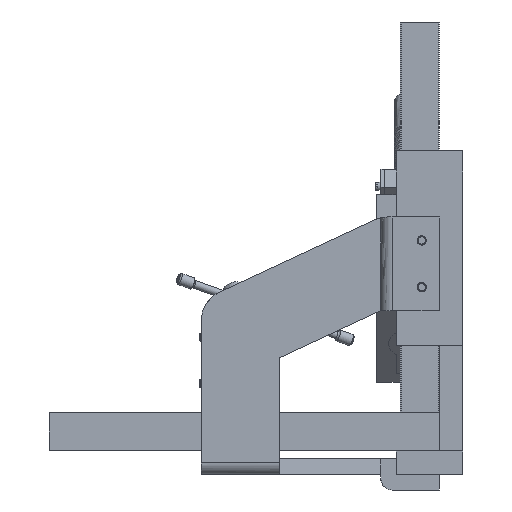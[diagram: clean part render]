
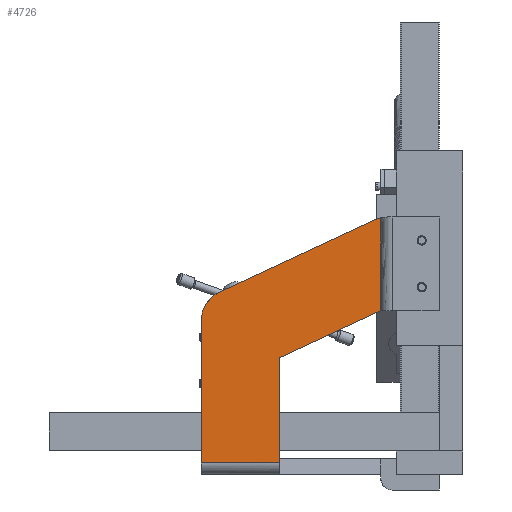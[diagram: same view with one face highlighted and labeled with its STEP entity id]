
A CAD part, left-side view. The second image highlights one B-rep face of the part: STEP entity #4726.
In plain terms, the highlighted free-form (B-spline) face has degree [1, 1] with [2, 2] control points.
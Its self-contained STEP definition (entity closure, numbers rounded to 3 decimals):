
#3446 = VERTEX_POINT('',#3447);
#3447 = CARTESIAN_POINT('',(-70.21,190.072,
    -37.047));
#3453 = EDGE_CURVE('',#3446,#3454,#3456,.T.);
#3454 = VERTEX_POINT('',#3455);
#3455 = CARTESIAN_POINT('',(-70.21,282.689,
    -37.047));
#3456 = B_SPLINE_CURVE_WITH_KNOTS('',1,(#3457,#3458),.UNSPECIFIED.,.F.,
  .F.,(2,2),(130.,230.),.PIECEWISE_BEZIER_KNOTS.);
#3457 = CARTESIAN_POINT('',(-70.21,190.072,
    -37.047));
#3458 = CARTESIAN_POINT('',(-70.21,282.689,
    -37.047));
#3541 = VERTEX_POINT('',#3542);
#3542 = CARTESIAN_POINT('',(-70.21,190.072,
    87.412));
#3547 = EDGE_CURVE('',#3446,#3541,#3548,.T.);
#3548 = B_SPLINE_CURVE_WITH_KNOTS('',1,(#3549,#3550),.UNSPECIFIED.,.F.,
  .F.,(2,2),(-165.,-30.62),.PIECEWISE_BEZIER_KNOTS.);
#3549 = CARTESIAN_POINT('',(-70.21,190.072,
    -37.047));
#3550 = CARTESIAN_POINT('',(-70.21,190.072,
    87.412));
#4257 = VERTEX_POINT('',#4258);
#4258 = CARTESIAN_POINT('',(-70.21,69.67,
    143.556));
#4313 = VERTEX_POINT('',#4314);
#4314 = CARTESIAN_POINT('',(-70.21,69.67,
    253.775));
#4319 = EDGE_CURVE('',#4313,#4257,#4320,.T.);
#4320 = B_SPLINE_CURVE_WITH_KNOTS('',1,(#4321,#4322),.UNSPECIFIED.,.F.,
  .F.,(2,2),(0.995,120.),.PIECEWISE_BEZIER_KNOTS.);
#4321 = CARTESIAN_POINT('',(-70.21,69.67,
    253.775));
#4322 = CARTESIAN_POINT('',(-70.21,69.67,
    143.556));
#4350 = VERTEX_POINT('',#4351);
#4351 = CARTESIAN_POINT('',(-70.21,77.114,
    251.226));
#4356 = EDGE_CURVE('',#4313,#4350,#4357,.T.);
#4357 = ( BOUNDED_CURVE() B_SPLINE_CURVE(2,(#4358,#4359,#4360),
.UNSPECIFIED.,.F.,.F.) B_SPLINE_CURVE_WITH_KNOTS((3,3),(3.365,
3.578),.PIECEWISE_BEZIER_KNOTS.) CURVE() 
GEOMETRIC_REPRESENTATION_ITEM() RATIONAL_B_SPLINE_CURVE((1.,
0.994,1.)) REPRESENTATION_ITEM('') );
#4358 = CARTESIAN_POINT('',(-70.21,69.67,
    253.775));
#4359 = CARTESIAN_POINT('',(-70.21,73.528,
    252.898));
#4360 = CARTESIAN_POINT('',(-70.21,77.114,
    251.226));
#4499 = EDGE_CURVE('',#3541,#4257,#4500,.T.);
#4500 = B_SPLINE_CURVE_WITH_KNOTS('',1,(#4501,#4502),.UNSPECIFIED.,.F.,
  .F.,(2,2),(-97.077,46.362),.PIECEWISE_BEZIER_KNOTS.);
#4501 = CARTESIAN_POINT('',(-70.21,190.072,
    87.412));
#4502 = CARTESIAN_POINT('',(-70.21,69.67,
    143.556));
#4513 = EDGE_CURVE('',#4350,#4514,#4516,.T.);
#4514 = VERTEX_POINT('',#4515);
#4515 = CARTESIAN_POINT('',(-70.21,261.299,
    165.339));
#4516 = B_SPLINE_CURVE_WITH_KNOTS('',1,(#4517,#4518),.UNSPECIFIED.,.F.,
  .F.,(2,2),(4.434,223.86),.PIECEWISE_BEZIER_KNOTS.);
#4517 = CARTESIAN_POINT('',(-70.21,77.114,
    251.226));
#4518 = CARTESIAN_POINT('',(-70.21,261.299,
    165.339));
#4541 = EDGE_CURVE('',#4514,#4542,#4544,.T.);
#4542 = VERTEX_POINT('',#4543);
#4543 = CARTESIAN_POINT('',(-70.21,282.689,
    131.763));
#4544 = ( BOUNDED_CURVE() B_SPLINE_CURVE(2,(#4545,#4546,#4547),
.UNSPECIFIED.,.F.,.F.) B_SPLINE_CURVE_WITH_KNOTS((3,3),(3.142,
4.276),.PIECEWISE_BEZIER_KNOTS.) CURVE() 
GEOMETRIC_REPRESENTATION_ITEM() RATIONAL_B_SPLINE_CURVE((1.,
0.843,1.)) REPRESENTATION_ITEM('') );
#4545 = CARTESIAN_POINT('',(-70.21,261.299,
    165.339));
#4546 = CARTESIAN_POINT('',(-70.21,282.689,
    155.364));
#4547 = CARTESIAN_POINT('',(-70.21,282.689,
    131.763));
#4664 = EDGE_CURVE('',#4542,#3454,#4665,.T.);
#4665 = B_SPLINE_CURVE_WITH_KNOTS('',1,(#4666,#4667),.UNSPECIFIED.,.F.,
  .F.,(2,2),(132.734,315.),.PIECEWISE_BEZIER_KNOTS.);
#4666 = CARTESIAN_POINT('',(-70.21,282.689,
    131.763));
#4667 = CARTESIAN_POINT('',(-70.21,282.689,
    -37.047));
#4726 = ADVANCED_FACE('',(#4727),#4737,.T.);
#4727 = FACE_BOUND('',#4728,.T.);
#4728 = EDGE_LOOP('',(#4729,#4730,#4731,#4732,#4733,#4734,#4735,#4736));
#4729 = ORIENTED_EDGE('',*,*,#3453,.F.);
#4730 = ORIENTED_EDGE('',*,*,#3547,.T.);
#4731 = ORIENTED_EDGE('',*,*,#4499,.T.);
#4732 = ORIENTED_EDGE('',*,*,#4319,.F.);
#4733 = ORIENTED_EDGE('',*,*,#4356,.T.);
#4734 = ORIENTED_EDGE('',*,*,#4513,.T.);
#4735 = ORIENTED_EDGE('',*,*,#4541,.T.);
#4736 = ORIENTED_EDGE('',*,*,#4664,.T.);
#4737 = B_SPLINE_SURFACE_WITH_KNOTS('',1,1,(
    (#4738,#4739)
    ,(#4740,#4741
    )),.UNSPECIFIED.,.F.,.F.,.F.,(2,2),(2,2),(0.,230.),
  (0.995,315.),.PIECEWISE_BEZIER_KNOTS.);
#4738 = CARTESIAN_POINT('',(-70.21,69.67,
    253.775));
#4739 = CARTESIAN_POINT('',(-70.21,69.67,
    -37.047));
#4740 = CARTESIAN_POINT('',(-70.21,282.689,
    253.775));
#4741 = CARTESIAN_POINT('',(-70.21,282.689,
    -37.047));
